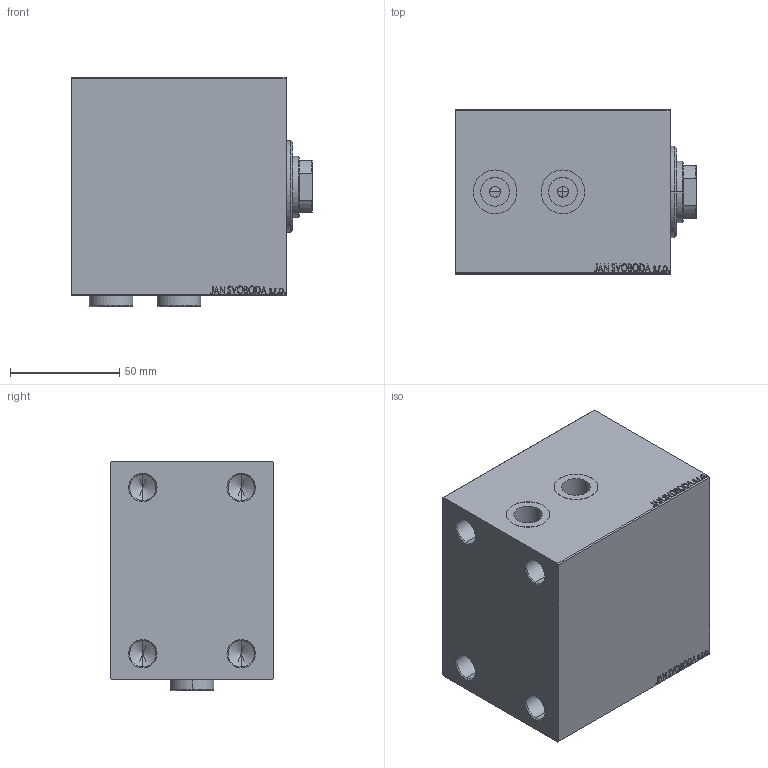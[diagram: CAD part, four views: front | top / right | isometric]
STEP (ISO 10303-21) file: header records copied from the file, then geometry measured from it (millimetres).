
FILE_DESCRIPTION (( 'STEP AP203' ), '1' );
FILE_NAME ('e79e.STEP', '2023-01-16T16:28:04', ( '' ), ( '' ), 'SwSTEP 2.0', 'SolidWorks 2019', '' );
FILE_SCHEMA (( 'CONFIG_CONTROL_DESIGN' ));
Length unit declared in the file: millimetre
Products named in the file (5): PLUG 5ebf635bd3ed57a49d03b4cc3e5cc782; V450CP_VC_B 5ebf635bd3ed57a49d03b4cc3e5cc782; V450CP_B_VCP 5ebf635bd3ed57a49d03b4cc3e5cc782; V450CP_B 5ebf635bd3ed57a49d03b4cc3e5cc782; e79e
Assembly tree (5 placements, depth 2):
  e79e
    V450CP_B 5ebf635bd3ed57a49d03b4cc3e5cc782
    V450CP_B_VCP 5ebf635bd3ed57a49d03b4cc3e5cc782
    V450CP_VC_B 5ebf635bd3ed57a49d03b4cc3e5cc782
    PLUG 5ebf635bd3ed57a49d03b4cc3e5cc782  x2
Bounding box: 110 x 75 x 104.9 mm (x, y, z)
Volume: 703737.4 mm3; surface area: 106942 mm2
Topology: 5 solids, 5 shells, 959 faces, 2426 edges, 1581 vertices
Faces by surface type: plane 441, bspline 380, cylinder 84, cone 50, torus 4
Entity records: 46301 total; most frequent: CARTESIAN_POINT 25635, ORIENTED_EDGE 4736, DIRECTION 2916, EDGE_CURVE 2368, VERTEX_POINT 1557, VECTOR 1396, LINE 1396, EDGE_LOOP 1071
